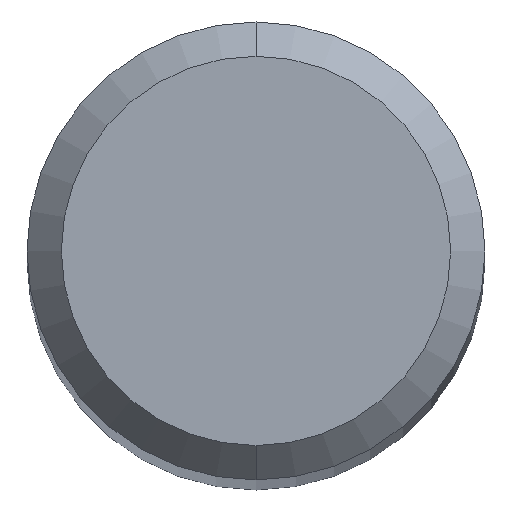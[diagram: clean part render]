
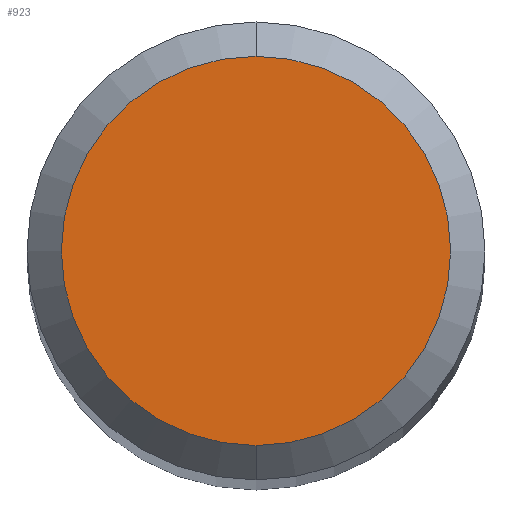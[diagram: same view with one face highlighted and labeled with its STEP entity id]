
A CAD part, top view. The second image highlights one B-rep face of the part: STEP entity #923.
In plain terms, the highlighted planar face has unit normal (0, 0, 1).
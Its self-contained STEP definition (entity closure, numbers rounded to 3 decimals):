
#509=VERTEX_POINT('',#1157);
#515=EDGE_CURVE('',#509,#661,#1163,.T.);
#661=VERTEX_POINT('',#1327);
#773=EDGE_CURVE('',#661,#509,#1450,.T.);
#923=ADVANCED_FACE('',(#1612),#1613,.T.);
#1157=CARTESIAN_POINT('',(0.0,1.7,0.0));
#1163=CIRCLE('',#3444,1.7);
#1327=CARTESIAN_POINT('',(0.,-1.7,0.0));
#1450=CIRCLE('',#6183,1.7);
#1612=FACE_OUTER_BOUND('',#7680,.T.);
#1613=PLANE('',#7681);
#3444=AXIS2_PLACEMENT_3D('',#8158,#8159,#8160);
#6183=AXIS2_PLACEMENT_3D('',#8517,#8518,#8519);
#7680=EDGE_LOOP('',(#8666,#8667));
#7681=AXIS2_PLACEMENT_3D('',#8668,#8669,#8670);
#8158=CARTESIAN_POINT('',(0.0,0.0,0.0));
#8159=DIRECTION('',(0.0,0.0,-1.0));
#8160=DIRECTION('',(0.0,1.0,0.0));
#8517=CARTESIAN_POINT('',(0.0,0.0,0.0));
#8518=DIRECTION('',(0.0,0.0,-1.0));
#8519=DIRECTION('',(0.0,1.0,0.0));
#8666=ORIENTED_EDGE('',*,*,#515,.F.);
#8667=ORIENTED_EDGE('',*,*,#773,.F.);
#8668=CARTESIAN_POINT('',(0.0,0.85,0.0));
#8669=DIRECTION('',(-0.0,0.0,1.0));
#8670=DIRECTION('',(0.0,-1.0,0.0));
